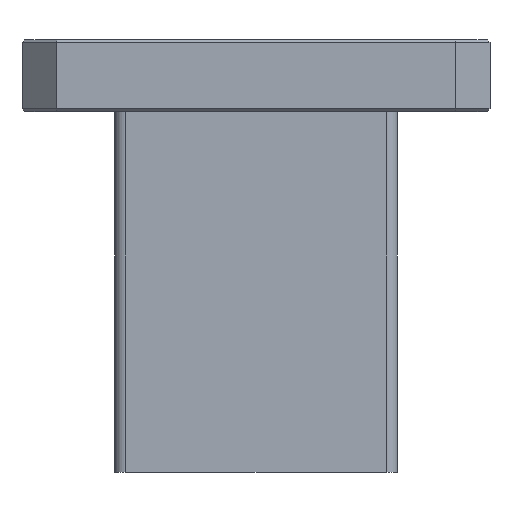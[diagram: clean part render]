
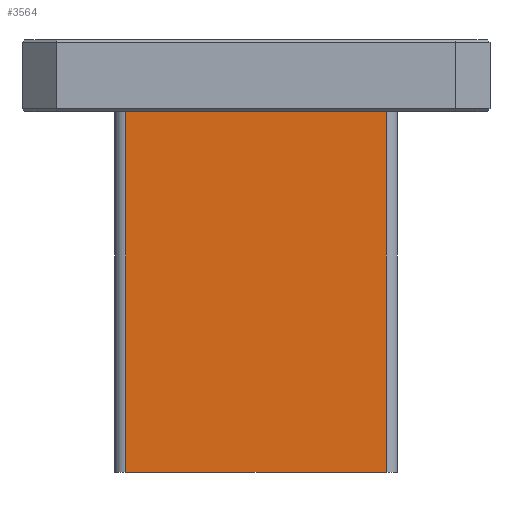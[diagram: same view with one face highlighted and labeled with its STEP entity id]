
A CAD part, front view. The second image highlights one B-rep face of the part: STEP entity #3564.
In plain terms, the highlighted planar face has unit normal (0, -1, 0).
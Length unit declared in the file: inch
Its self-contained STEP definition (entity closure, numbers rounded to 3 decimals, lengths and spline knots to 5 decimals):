
#14 = DIRECTION ( 'NONE',  ( 0., 0., 1. ) ) ;
#351 = DIRECTION ( 'NONE',  ( 0., 1., 0. ) ) ;
#533 = ORIENTED_EDGE ( 'NONE', *, *, #926, .T. ) ;
#709 = DIRECTION ( 'NONE',  ( 0., 0., 1. ) ) ;
#926 = EDGE_CURVE ( 'NONE', #1714, #3193, #2870, .T. ) ;
#1249 = EDGE_LOOP ( 'NONE', ( #3758, #3568, #1423, #533 ) ) ;
#1297 = CARTESIAN_POINT ( 'NONE',  ( -0.45079, -0.24016, -4.09166 ) ) ;
#1327 = EDGE_CURVE ( 'NONE', #1714, #4103, #5454, .T. ) ;
#1389 = CARTESIAN_POINT ( 'NONE',  ( 0.45079, -0.24016, -0.25 ) ) ;
#1409 = DIRECTION ( 'NONE',  ( 0., 0., -1. ) ) ;
#1423 = ORIENTED_EDGE ( 'NONE', *, *, #1327, .F. ) ;
#1624 = CARTESIAN_POINT ( 'NONE',  ( 0.45079, -0.24016, -1.5 ) ) ;
#1714 = VERTEX_POINT ( 'NONE', #1624 ) ;
#2000 = VECTOR ( 'NONE', #1409, 39.37008 ) ;
#2213 = CARTESIAN_POINT ( 'NONE',  ( -0.45079, -0.24016, -1.5 ) ) ;
#2377 = VECTOR ( 'NONE', #4682, 39.37008 ) ;
#2513 = PLANE ( 'NONE',  #3698 ) ;
#2622 = FACE_OUTER_BOUND ( 'NONE', #1249, .T. ) ;
#2748 = EDGE_CURVE ( 'NONE', #4395, #4103, #3035, .T. ) ;
#2870 = LINE ( 'NONE', #4575, #3151 ) ;
#3035 = LINE ( 'NONE', #1297, #2000 ) ;
#3064 = CARTESIAN_POINT ( 'NONE',  ( -0.45079, -0.24016, -0.25 ) ) ;
#3151 = VECTOR ( 'NONE', #709, 39.37008 ) ;
#3193 = VERTEX_POINT ( 'NONE', #1389 ) ;
#3384 = CARTESIAN_POINT ( 'NONE',  ( 0.49016, -0.24016, -0.25 ) ) ;
#3564 = ADVANCED_FACE ( 'NONE', ( #2622 ), #2513, .F. ) ;
#3568 = ORIENTED_EDGE ( 'NONE', *, *, #2748, .T. ) ;
#3698 = AXIS2_PLACEMENT_3D ( 'NONE', #5123, #351, #14 ) ;
#3758 = ORIENTED_EDGE ( 'NONE', *, *, #5121, .T. ) ;
#4094 = CARTESIAN_POINT ( 'NONE',  ( 0.49016, -0.24016, -1.5 ) ) ;
#4103 = VERTEX_POINT ( 'NONE', #2213 ) ;
#4243 = VECTOR ( 'NONE', #5503, 39.37008 ) ;
#4395 = VERTEX_POINT ( 'NONE', #3064 ) ;
#4575 = CARTESIAN_POINT ( 'NONE',  ( 0.45079, -0.24016, -4.09166 ) ) ;
#4682 = DIRECTION ( 'NONE',  ( -1., 0., 0. ) ) ;
#5121 = EDGE_CURVE ( 'NONE', #3193, #4395, #5542, .T. ) ;
#5123 = CARTESIAN_POINT ( 'NONE',  ( 0.49016, -0.24016, -4.09166 ) ) ;
#5454 = LINE ( 'NONE', #4094, #4243 ) ;
#5503 = DIRECTION ( 'NONE',  ( -1., 0., 0. ) ) ;
#5542 = LINE ( 'NONE', #3384, #2377 ) ;
